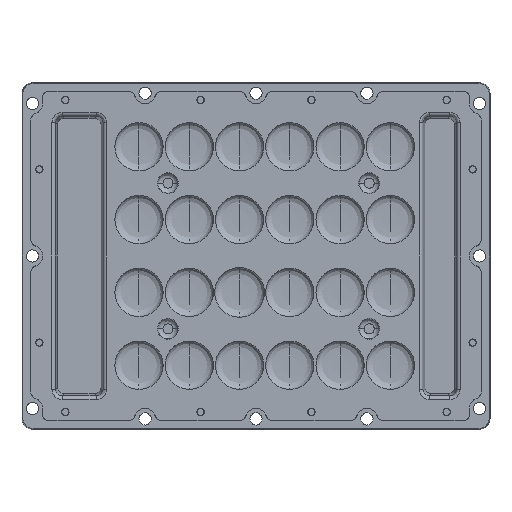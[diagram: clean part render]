
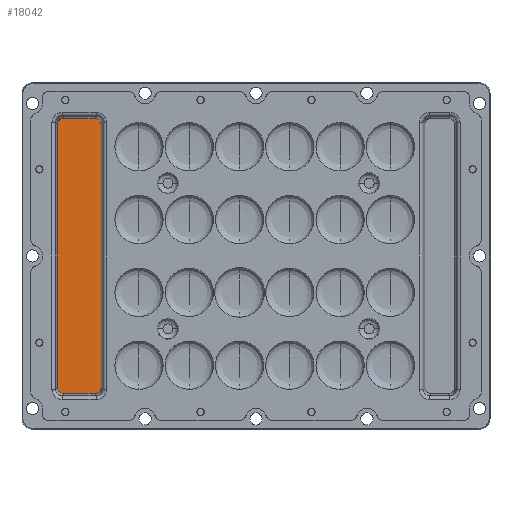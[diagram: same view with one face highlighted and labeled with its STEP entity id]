
A CAD part, front view. The second image highlights one B-rep face of the part: STEP entity #18042.
In plain terms, the highlighted planar face has unit normal (0, -1, 0).
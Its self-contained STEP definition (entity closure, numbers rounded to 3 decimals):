
#2489=CARTESIAN_POINT('',(-57.297,1.5,-37.817));
#2490=CARTESIAN_POINT('',(-57.297,1.5,-38.147));
#2491=CARTESIAN_POINT('',(-57.156,1.5,-38.666));
#2492=CARTESIAN_POINT('',(-56.749,1.5,-39.249));
#2493=CARTESIAN_POINT('',(-56.166,1.5,-39.656));
#2494=CARTESIAN_POINT('',(-55.647,1.5,-39.797));
#2495=CARTESIAN_POINT('',(-55.317,1.5,-39.797));
#2511=CARTESIAN_POINT('',(-55.317,1.5,39.797));
#2512=CARTESIAN_POINT('',(-55.647,1.5,39.797));
#2513=CARTESIAN_POINT('',(-56.166,1.5,39.656));
#2514=CARTESIAN_POINT('',(-56.749,1.5,39.249));
#2515=CARTESIAN_POINT('',(-57.156,1.5,38.666));
#2516=CARTESIAN_POINT('',(-57.297,1.5,38.147));
#2517=CARTESIAN_POINT('',(-57.297,1.5,37.817));
#2533=CARTESIAN_POINT('',(-44.703,1.5,37.817));
#2534=CARTESIAN_POINT('',(-44.703,1.5,38.147));
#2535=CARTESIAN_POINT('',(-44.844,1.5,38.666));
#2536=CARTESIAN_POINT('',(-45.251,1.5,39.249));
#2537=CARTESIAN_POINT('',(-45.834,1.5,39.656));
#2538=CARTESIAN_POINT('',(-46.353,1.5,39.797));
#2539=CARTESIAN_POINT('',(-46.683,1.5,39.797));
#2555=CARTESIAN_POINT('',(-46.683,1.5,-39.797));
#2556=CARTESIAN_POINT('',(-46.353,1.5,-39.797));
#2557=CARTESIAN_POINT('',(-45.834,1.5,-39.656));
#2558=CARTESIAN_POINT('',(-45.251,1.5,-39.249));
#2559=CARTESIAN_POINT('',(-44.844,1.5,-38.666));
#2560=CARTESIAN_POINT('',(-44.703,1.5,-38.147));
#2561=CARTESIAN_POINT('',(-44.703,1.5,-37.817));
#2563=DIRECTION('',(1.,0.,0.));
#2564=VECTOR('',#2563,8.634);
#2565=CARTESIAN_POINT('',(-55.317,1.5,39.797));
#2566=LINE('',#2565,#2564);
#2567=DIRECTION('',(0.,0.,-1.));
#2568=VECTOR('',#2567,75.634);
#2569=CARTESIAN_POINT('',(-44.703,1.5,37.817));
#2570=LINE('',#2569,#2568);
#2571=DIRECTION('',(-1.,0.,0.));
#2572=VECTOR('',#2571,8.634);
#2573=CARTESIAN_POINT('',(-46.683,1.5,
-39.797));
#2574=LINE('',#2573,#2572);
#2575=DIRECTION('',(0.,0.,1.));
#2576=VECTOR('',#2575,75.634);
#2577=CARTESIAN_POINT('',(-57.297,1.5,
-37.817));
#2578=LINE('',#2577,#2576);
#11906=VERTEX_POINT('',#2511);
#11907=VERTEX_POINT('',#2517);
#11908=CARTESIAN_POINT('',(-46.683,1.5,39.797));
#11909=VERTEX_POINT('',#11908);
#11910=VERTEX_POINT('',#2533);
#11911=CARTESIAN_POINT('',(-44.703,1.5,-37.817));
#11912=VERTEX_POINT('',#11911);
#11913=VERTEX_POINT('',#2555);
#11914=CARTESIAN_POINT('',(-55.317,1.5,-39.797));
#11915=VERTEX_POINT('',#11914);
#11916=VERTEX_POINT('',#2489);
#18027=CARTESIAN_POINT('',(0.,1.5,0.));
#18028=DIRECTION('',(0.,-1.,0.));
#18029=DIRECTION('',(1.,0.,0.));
#18030=AXIS2_PLACEMENT_3D('',#18027,#18028,#18029);
#18031=PLANE('',#18030);
#18032=ORIENTED_EDGE('',*,*,#17966,.F.);
#18033=ORIENTED_EDGE('',*,*,#17980,.T.);
#18034=ORIENTED_EDGE('',*,*,#17994,.F.);
#18035=ORIENTED_EDGE('',*,*,#18008,.T.);
#18036=ORIENTED_EDGE('',*,*,#18021,.F.);
#18037=ORIENTED_EDGE('',*,*,#17923,.T.);
#18038=ORIENTED_EDGE('',*,*,#17938,.F.);
#18039=ORIENTED_EDGE('',*,*,#17952,.T.);
#18040=EDGE_LOOP('',(#18032,#18033,#18034,#18035,#18036,#18037,#18038,#18039));
#18041=FACE_OUTER_BOUND('',#18040,.F.);
#2496=B_SPLINE_CURVE_WITH_KNOTS('',3,(#2489,#2490,#2491,#2492,#2493,#2494,
#2495),.UNSPECIFIED.,.F.,.F.,(4,1,1,1,4),(0.,0.25,0.5,0.75,1.),
.UNSPECIFIED.);
#2518=B_SPLINE_CURVE_WITH_KNOTS('',3,(#2511,#2512,#2513,#2514,#2515,#2516,
#2517),.UNSPECIFIED.,.F.,.F.,(4,1,1,1,4),(0.,0.25,0.5,0.75,1.),
.UNSPECIFIED.);
#2540=B_SPLINE_CURVE_WITH_KNOTS('',3,(#2533,#2534,#2535,#2536,#2537,#2538,
#2539),.UNSPECIFIED.,.F.,.F.,(4,1,1,1,4),(0.,0.25,0.5,0.75,1.),
.UNSPECIFIED.);
#2562=B_SPLINE_CURVE_WITH_KNOTS('',3,(#2555,#2556,#2557,#2558,#2559,#2560,
#2561),.UNSPECIFIED.,.F.,.F.,(4,1,1,1,4),(0.,0.25,0.5,0.75,1.),
.UNSPECIFIED.);
#17923=EDGE_CURVE('',#11913,#11915,#2574,.T.);
#17938=EDGE_CURVE('',#11916,#11915,#2496,.T.);
#17952=EDGE_CURVE('',#11916,#11907,#2578,.T.);
#17966=EDGE_CURVE('',#11906,#11907,#2518,.T.);
#17980=EDGE_CURVE('',#11906,#11909,#2566,.T.);
#17994=EDGE_CURVE('',#11910,#11909,#2540,.T.);
#18008=EDGE_CURVE('',#11910,#11912,#2570,.T.);
#18021=EDGE_CURVE('',#11913,#11912,#2562,.T.);
#18042=ADVANCED_FACE('',(#18041),#18031,.T.);
